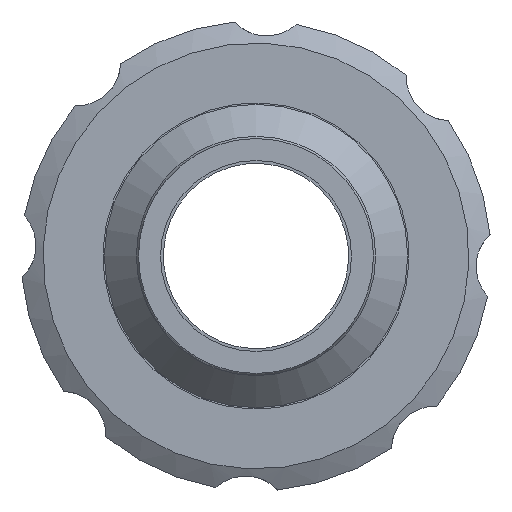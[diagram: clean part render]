
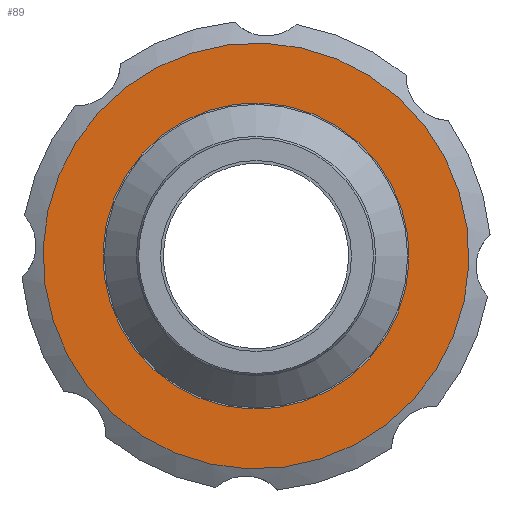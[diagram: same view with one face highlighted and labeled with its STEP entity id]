
A CAD part, left-side view. The second image highlights one B-rep face of the part: STEP entity #89.
In plain terms, the highlighted planar face has unit normal (-1, 0, 0).
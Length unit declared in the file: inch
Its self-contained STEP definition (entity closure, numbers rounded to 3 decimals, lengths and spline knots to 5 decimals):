
#89 = ADVANCED_FACE ( 'NONE', ( #157, #1106 ), #1046, .T. ) ;
#157 = FACE_OUTER_BOUND ( 'NONE', #1494, .T. ) ;
#232 = CARTESIAN_POINT ( 'NONE',  ( -0.78584, 1.88104, 2.56433 ) ) ;
#279 = AXIS2_PLACEMENT_3D ( 'NONE', #819, #1056, #1184 ) ;
#283 = EDGE_CURVE ( 'NONE', #1470, #1470, #292, .T. ) ;
#288 = ORIENTED_EDGE ( 'NONE', *, *, #1281, .T. ) ;
#292 = CIRCLE ( 'NONE', #1119, 1.14173 ) ;
#356 = DIRECTION ( 'NONE',  ( 0., 0.04, -0.999 ) ) ;
#358 = DIRECTION ( 'NONE',  ( 0., 0.04, -0.999 ) ) ;
#382 = CARTESIAN_POINT ( 'NONE',  ( -0.78584, 1.92643, 1.4235 ) ) ;
#410 = ORIENTED_EDGE ( 'NONE', *, *, #283, .T. ) ;
#509 = EDGE_LOOP ( 'NONE', ( #288 ) ) ;
#811 = CARTESIAN_POINT ( 'NONE',  ( -0.78584, 1.88104, 2.56433 ) ) ;
#819 = CARTESIAN_POINT ( 'NONE',  ( -0.78584, 2.86156, 2.60335 ) ) ;
#880 = CIRCLE ( 'NONE', #1378, 0.82087 ) ;
#882 = CARTESIAN_POINT ( 'NONE',  ( -0.78584, 1.91367, 1.74412 ) ) ;
#1046 = PLANE ( 'NONE',  #279 ) ;
#1056 = DIRECTION ( 'NONE',  ( -1., 0., 0. ) ) ;
#1096 = DIRECTION ( 'NONE',  ( -1., 0., 0. ) ) ;
#1106 = FACE_BOUND ( 'NONE', #509, .T. ) ;
#1119 = AXIS2_PLACEMENT_3D ( 'NONE', #232, #1096, #356 ) ;
#1184 = DIRECTION ( 'NONE',  ( 0., -0.999, -0.04 ) ) ;
#1281 = EDGE_CURVE ( 'NONE', #1537, #1537, #880, .T. ) ;
#1378 = AXIS2_PLACEMENT_3D ( 'NONE', #811, #1553, #358 ) ;
#1470 = VERTEX_POINT ( 'NONE', #382 ) ;
#1494 = EDGE_LOOP ( 'NONE', ( #410 ) ) ;
#1537 = VERTEX_POINT ( 'NONE', #882 ) ;
#1553 = DIRECTION ( 'NONE',  ( 1., 0., 0. ) ) ;
